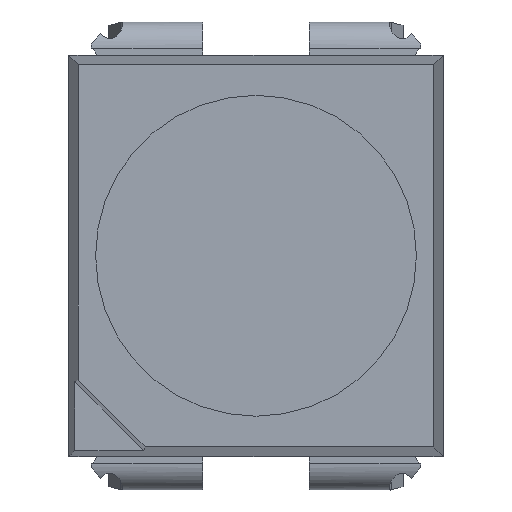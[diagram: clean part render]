
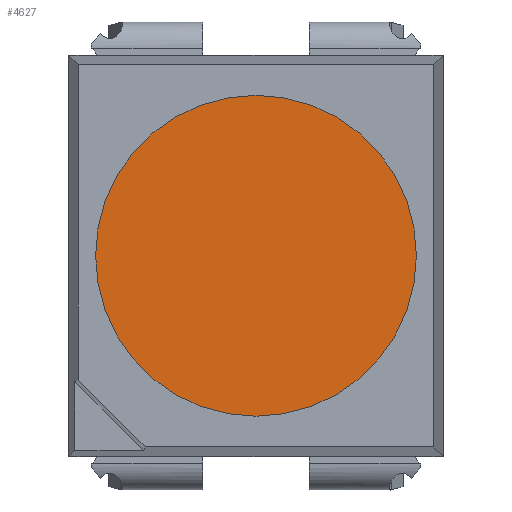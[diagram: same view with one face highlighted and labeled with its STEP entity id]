
A CAD part, top view. The second image highlights one B-rep face of the part: STEP entity #4627.
In plain terms, the highlighted planar face has unit normal (0, 0, 1).
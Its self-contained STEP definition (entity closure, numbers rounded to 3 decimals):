
#243=PLANE('',#5082);
#508=FACE_OUTER_BOUND('',#775,.T.);
#775=EDGE_LOOP('',(#4007));
#936=CIRCLE('',#5029,1.2);
#2112=VERTEX_POINT('',#10046);
#2688=EDGE_CURVE('',#2112,#2112,#936,.T.);
#4007=ORIENTED_EDGE('',*,*,#2688,.F.);
#4627=ADVANCED_FACE('',(#508),#243,.T.);
#5029=AXIS2_PLACEMENT_3D('',#10047,#6153,#6154);
#5082=AXIS2_PLACEMENT_3D('',#10202,#6326,#6327);
#6153=DIRECTION('center_axis',(0.,0.,-1.));
#6154=DIRECTION('ref_axis',(-1.,0.,0.));
#6326=DIRECTION('center_axis',(0.,0.,
1.));
#6327=DIRECTION('ref_axis',(0.,-1.,0.));
#10046=CARTESIAN_POINT('',(-12.502,-0.585,1.414));
#10047=CARTESIAN_POINT('Origin',(-11.302,-0.586,1.414));
#10202=CARTESIAN_POINT('Origin',(-11.302,-0.586,1.414));
